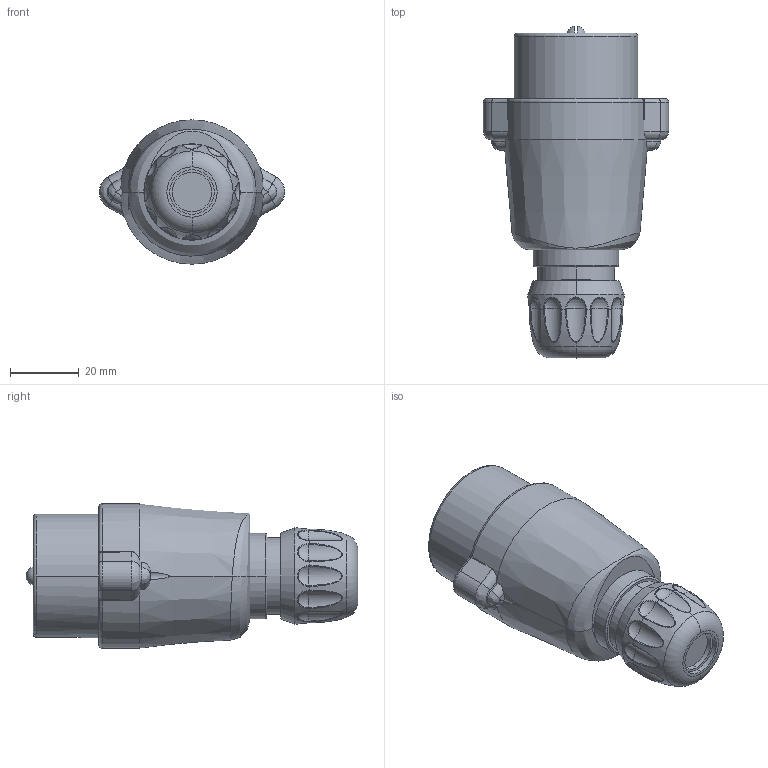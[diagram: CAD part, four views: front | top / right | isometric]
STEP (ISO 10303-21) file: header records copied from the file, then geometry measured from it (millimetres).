
FILE_DESCRIPTION((''),'2;1');
FILE_NAME('201051_SW0001','2020-10-14T15:37:56',('teru'),(''),'CREO PARAMETRIC BY PTC INC, 2017380','CREO PARAMETRIC BY PTC INC, 2017380','');
FILE_SCHEMA(('CONFIG_CONTROL_DESIGN'));
Length unit declared in the file: millimetre
Products named in the file (1): 201051_SW0001
Bounding box: 54 x 96.67 x 42 mm (x, y, z)
Volume: 77041.6 mm3; surface area: 18294.8 mm2
Topology: 1 solids, 1 shells, 360 faces, 908 edges, 570 vertices
Faces by surface type: plane 164, cylinder 105, bspline 36, sphere 26, cone 16, torus 13
Entity records: 17241 total; most frequent: CARTESIAN_POINT 8683, ORIENTED_EDGE 1808, DIRECTION 1748, EDGE_CURVE 904, AXIS2_PLACEMENT_3D 622, VERTEX_POINT 570, VECTOR 504, LINE 504
